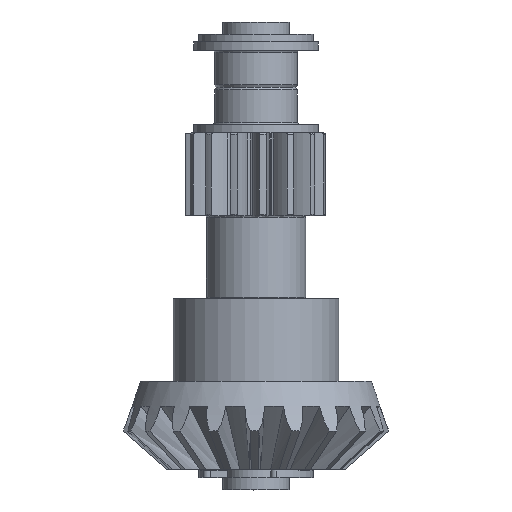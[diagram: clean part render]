
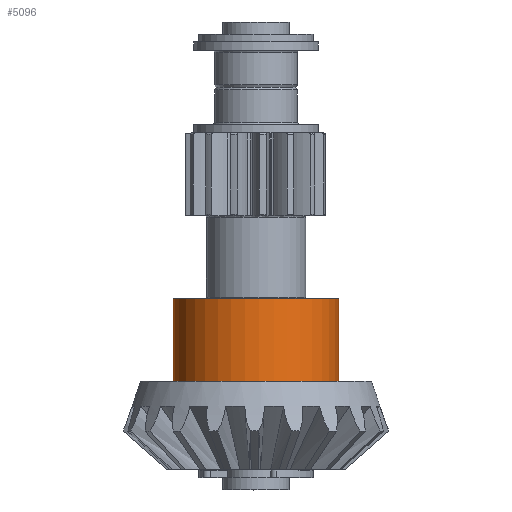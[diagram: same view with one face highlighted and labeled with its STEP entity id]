
A CAD part, top view. The second image highlights one B-rep face of the part: STEP entity #5096.
In plain terms, the highlighted cylindrical face has radius 10 mm (diameter 20 mm), a full revolution.
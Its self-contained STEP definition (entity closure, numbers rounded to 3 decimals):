
#350=FACE_BOUND('',#1403,.T.);
#748=CIRCLE('',#5893,10.);
#749=CIRCLE('',#5894,10.);
#884=CYLINDRICAL_SURFACE('',#5892,10.);
#1087=FACE_OUTER_BOUND('',#1402,.T.);
#1402=EDGE_LOOP('',(#4391));
#1403=EDGE_LOOP('',(#4392));
#2434=VERTEX_POINT('',#9896);
#2435=VERTEX_POINT('',#9898);
#3124=EDGE_CURVE('',#2434,#2434,#748,.T.);
#3125=EDGE_CURVE('',#2435,#2435,#749,.T.);
#4391=ORIENTED_EDGE('',*,*,#3124,.T.);
#4392=ORIENTED_EDGE('',*,*,#3125,.F.);
#5096=ADVANCED_FACE('',(#1087,#350),#884,.T.);
#5892=AXIS2_PLACEMENT_3D('',#9895,#7225,#7226);
#5893=AXIS2_PLACEMENT_3D('',#9897,#7227,#7228);
#5894=AXIS2_PLACEMENT_3D('',#9899,#7229,#7230);
#7225=DIRECTION('center_axis',(-1.,0.,0.));
#7226=DIRECTION('ref_axis',(0.,0.,1.));
#7227=DIRECTION('center_axis',(-1.,0.,0.));
#7228=DIRECTION('ref_axis',(0.,0.,1.));
#7229=DIRECTION('center_axis',(-1.,0.,0.));
#7230=DIRECTION('ref_axis',(0.,0.,1.));
#9895=CARTESIAN_POINT('Origin',(0.,0.,0.));
#9896=CARTESIAN_POINT('',(20.6,0.,10.));
#9897=CARTESIAN_POINT('Origin',(20.6,0.,0.));
#9898=CARTESIAN_POINT('',(10.6,0.,10.));
#9899=CARTESIAN_POINT('Origin',(10.6,0.,0.));
